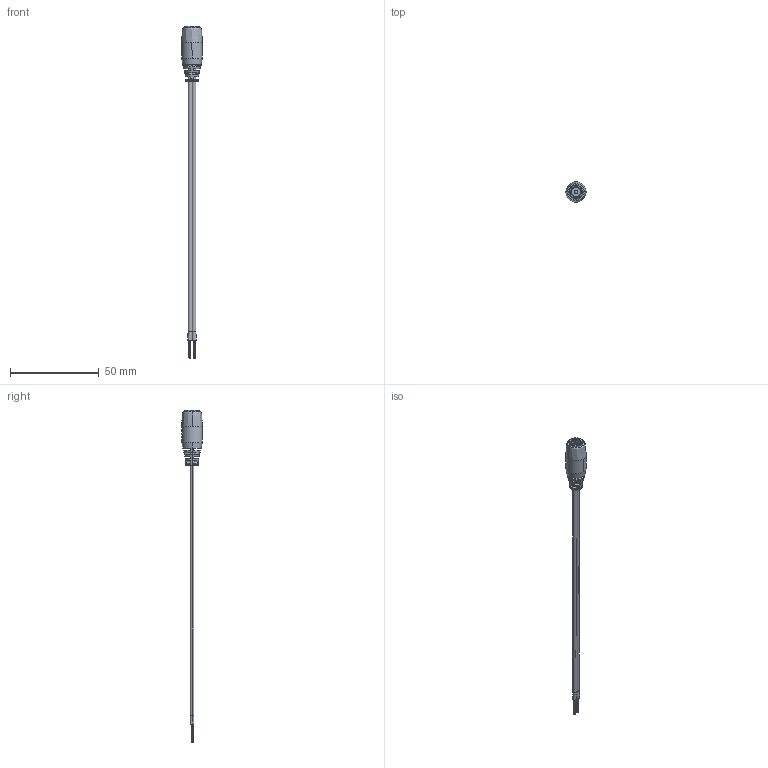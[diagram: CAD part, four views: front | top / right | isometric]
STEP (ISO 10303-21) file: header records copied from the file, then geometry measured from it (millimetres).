
FILE_DESCRIPTION (( 'STEP AP203' ), '1' );
FILE_NAME ('10-01096.STEP', '2021-03-24T15:27:25', ( '' ), ( '' ), 'SwSTEP 2.0', 'SolidWorks 2021', '' );
FILE_SCHEMA (( 'CONFIG_CONTROL_DESIGN' ));
Length unit declared in the file: millimetre
Products named in the file (8): 50-00025 shell; 50-00025 insulator; 50-00025 pin; 50-00025; 50-00025 contact; 30-00007_s+t; 24-00004; 10-01096
Assembly tree (7 placements, depth 3):
  10-01096
    24-00004
    50-00025
      50-00025 insulator
      50-00025 pin
      50-00025 shell
      50-00025 contact
    30-00007_s+t
Bounding box: 11.4 x 11.4 x 186.56 mm (x, y, z)
Volume: 3657.3 mm3; surface area: 17958.5 mm2
Topology: 179 solids, 179 shells, 1205 faces, 2432 edges, 1596 vertices
Faces by surface type: cylinder 572, plane 450, bspline 128, torus 36, cone 19
Entity records: 36535 total; most frequent: CARTESIAN_POINT 10356, DIRECTION 5449, ORIENTED_EDGE 4860, EDGE_CURVE 2430, AXIS2_PLACEMENT_3D 2353, VERTEX_POINT 1596, EDGE_LOOP 1400, CIRCLE 1265
